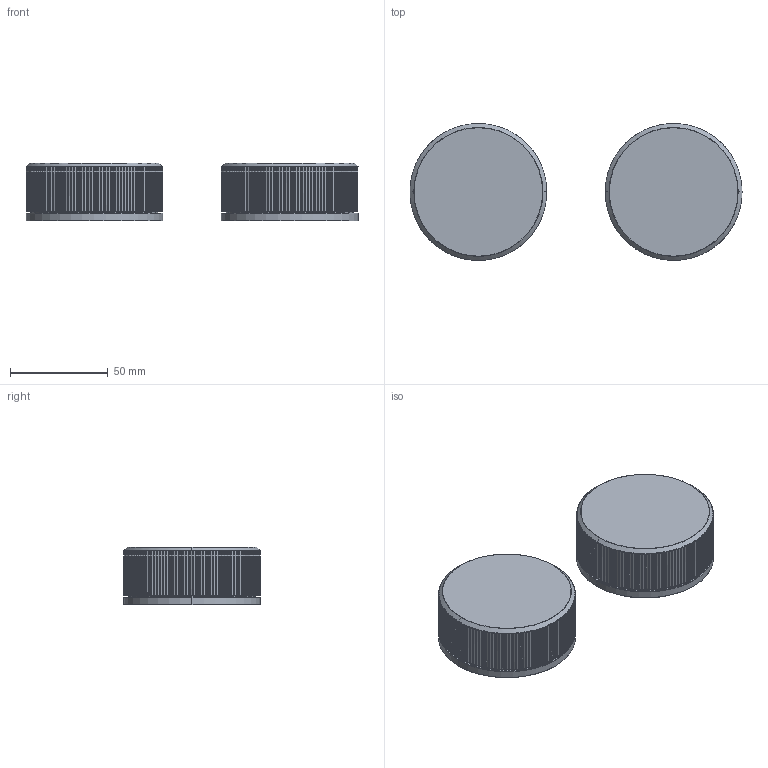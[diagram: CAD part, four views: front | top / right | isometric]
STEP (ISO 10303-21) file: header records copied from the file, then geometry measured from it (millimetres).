
FILE_DESCRIPTION (( 'STEP AP214' ), '1' );
FILE_NAME ('YRR.0004.STEP', '2023-01-09T08:43:42', ( 'Solid' ), ( '' ), 'SwSTEP 2.0', 'SolidWorks 2019', '' );
FILE_SCHEMA (( 'AUTOMOTIVE_DESIGN' ));
Length unit declared in the file: millimetre
Products named in the file (2): GRR; YRR.0004
Assembly tree (2 placements, depth 2):
  YRR.0004
    GRR  x2
Bounding box: 170 x 70 x 29.65 mm (x, y, z)
Volume: 167488 mm3; surface area: 43877.3 mm2
Topology: 2 solids, 2 shells, 2508 faces, 5754 edges, 3064 vertices
Faces by surface type: cylinder 870, sphere 600, bspline 500, torus 266, plane 264, cone 8
Entity records: 38751 total; most frequent: CARTESIAN_POINT 12499, DIRECTION 6066, ORIENTED_EDGE 5362, AXIS2_PLACEMENT_3D 2751, EDGE_CURVE 2681, CIRCLE 1742, VERTEX_POINT 1434, EDGE_LOOP 1259
